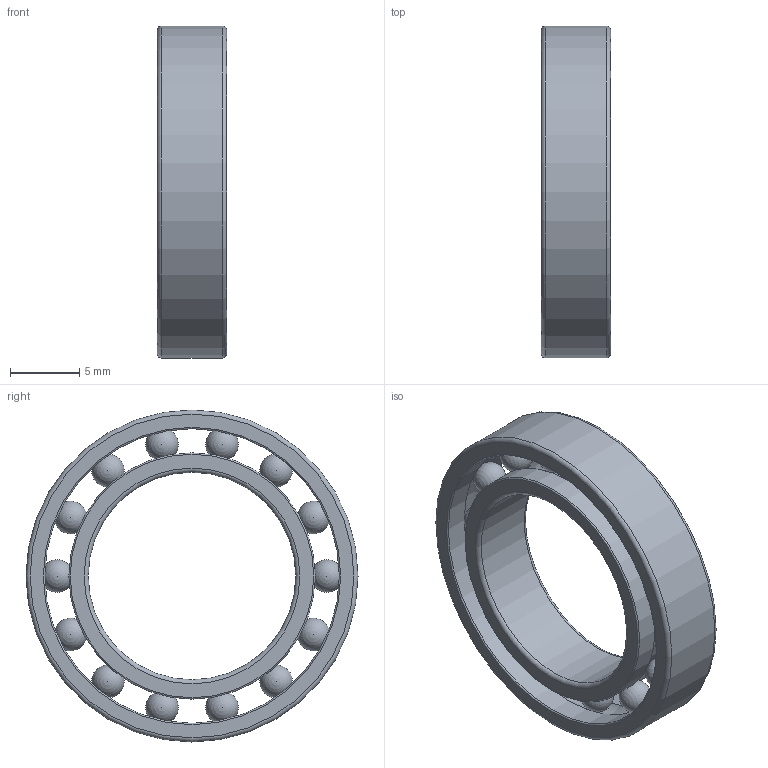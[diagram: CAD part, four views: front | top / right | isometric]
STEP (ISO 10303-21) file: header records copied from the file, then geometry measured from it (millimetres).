
FILE_DESCRIPTION(/* description */ ('Unknown'),/* implementation_level */ '2;1');
FILE_NAME(/* name */ 'Bearing-24-15',/* time_stamp */ '2021-05-28T16:30:22-05:00',/* author */ ('Unknown'),/* organization */ ('Unknown'),/* preprocessor_version */ 'ST-DEVELOPER v16.7',/* originating_system */ 'Solid Edge',/* authorisation */ 'Unknown');
FILE_SCHEMA (('AUTOMOTIVE_DESIGN {1 0 10303 214 3 1 1}'));
Length unit declared in the file: millimetre
Products named in the file (5): 61802; 61802_PART1; 61802_PART2; 61802_PART3; 61802_PART4
Assembly tree (30 placements, depth 2):
  61802
    61802_PART1
    61802_PART2
    61802_PART3  x14
    61802_PART4  x14
Bounding box: 5 x 24 x 24 mm (x, y, z)
Volume: 892.2 mm3; surface area: 1789.3 mm2
Topology: 16 solids, 16 shells, 34 faces, 78 edges, 48 vertices
Faces by surface type: sphere 14, torus 10, cylinder 6, plane 4
Full cylindrical faces by diameter (mm): 15 x1, 17.8 x2, 21.3 x2, 24 x1
Entity records: 755 total; most frequent: DIRECTION 144, CARTESIAN_POINT 93, AXIS2_PLACEMENT_3D 72, FACE_BOUND 41, ORIENTED_EDGE 40, EDGE_LOOP 40, PRODUCT_DEFINITION_SHAPE 35, CONTEXT_DEPENDENT_SHAPE_REPRESENTATION 30
